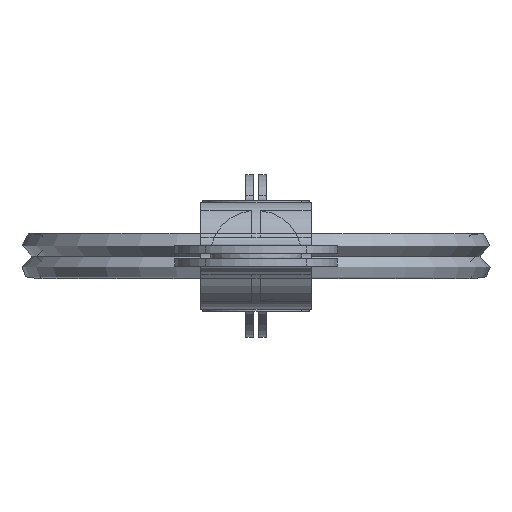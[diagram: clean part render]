
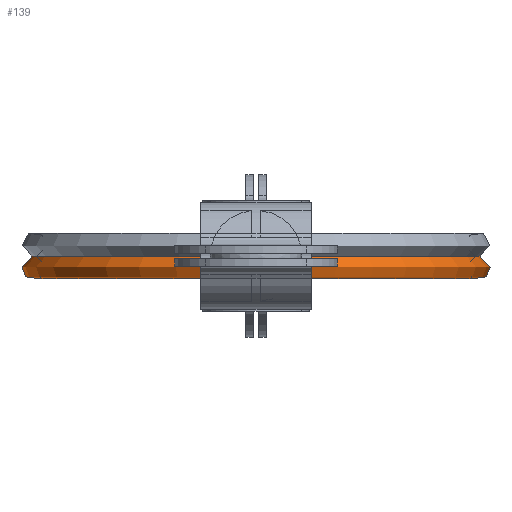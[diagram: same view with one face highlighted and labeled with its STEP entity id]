
A CAD part, left-side view. The second image highlights one B-rep face of the part: STEP entity #139.
In plain terms, the highlighted toroidal (fillet/blend) face has major radius 10.9 mm and minor radius 0.6 mm.
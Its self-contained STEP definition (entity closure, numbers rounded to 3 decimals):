
#139 = ADVANCED_FACE( '', ( #319, #320, #321, #322, #323 ), #324, .T. );
#319 = FACE_BOUND( '', #528, .T. );
#320 = FACE_OUTER_BOUND( '', #529, .T. );
#321 = FACE_BOUND( '', #530, .T. );
#322 = FACE_OUTER_BOUND( '', #531, .T. );
#323 = FACE_BOUND( '', #532, .T. );
#324 = TOROIDAL_SURFACE( '', #533, 10.9, 0.6 );
#528 = VERTEX_LOOP( '', #914 );
#529 = EDGE_LOOP( '', ( #915 ) );
#530 = EDGE_LOOP( '', ( #916, #917, #918, #919 ) );
#531 = EDGE_LOOP( '', ( #920 ) );
#532 = EDGE_LOOP( '', ( #921, #922, #923, #924 ) );
#533 = AXIS2_PLACEMENT_3D( '', #925, #926, #927 );
#914 = VERTEX_POINT( '', #1330 );
#915 = ORIENTED_EDGE( '', *, *, #1327, .T. );
#916 = ORIENTED_EDGE( '', *, *, #1277, .F. );
#917 = ORIENTED_EDGE( '', *, *, #1331, .T. );
#918 = ORIENTED_EDGE( '', *, *, #1312, .F. );
#919 = ORIENTED_EDGE( '', *, *, #1253, .T. );
#920 = ORIENTED_EDGE( '', *, *, #1325, .F. );
#921 = ORIENTED_EDGE( '', *, *, #1215, .F. );
#922 = ORIENTED_EDGE( '', *, *, #1332, .T. );
#923 = ORIENTED_EDGE( '', *, *, #1243, .F. );
#924 = ORIENTED_EDGE( '', *, *, #1284, .T. );
#925 = CARTESIAN_POINT( '', ( 1012.8, 0., -0.59 ) );
#926 = DIRECTION( '', ( 0., 0., -1. ) );
#927 = DIRECTION( '', ( -1., 0., 0. ) );
#1215 = EDGE_CURVE( '', #1462, #1465, #1466, .T. );
#1243 = EDGE_CURVE( '', #1513, #1516, #1517, .T. );
#1253 = EDGE_CURVE( '', #1534, #1535, #1536, .T. );
#1277 = EDGE_CURVE( '', #1568, #1535, #1571, .T. );
#1284 = EDGE_CURVE( '', #1513, #1465, #1581, .T. );
#1312 = EDGE_CURVE( '', #1534, #1618, #1619, .T. );
#1325 = EDGE_CURVE( '', #1637, #1637, #1638, .T. );
#1327 = EDGE_CURVE( '', #1640, #1640, #1641, .T. );
#1330 = CARTESIAN_POINT( '', ( 1001.3, 0., -0.59 ) );
#1331 = EDGE_CURVE( '', #1568, #1618, #1644, .T. );
#1332 = EDGE_CURVE( '', #1462, #1516, #1645, .T. );
#1462 = VERTEX_POINT( '', #1798 );
#1465 = VERTEX_POINT( '', #1801 );
#1466 = B_SPLINE_CURVE_WITH_KNOTS( '', 3, ( #1802, #1803, #1804, #1805, #1806, #1807 ), .UNSPECIFIED., .F., .F., ( 4, 2, 4 ), ( 0.001, 0.001, 0.002 ), .UNSPECIFIED. );
#1513 = VERTEX_POINT( '', #1893 );
#1516 = VERTEX_POINT( '', #1896 );
#1517 = B_SPLINE_CURVE_WITH_KNOTS( '', 3, ( #1897, #1898, #1899, #1900, #1901, #1902 ), .UNSPECIFIED., .F., .F., ( 4, 2, 4 ), ( 0.002, 0.002, 0.003 ), .UNSPECIFIED. );
#1534 = VERTEX_POINT( '', #1927 );
#1535 = VERTEX_POINT( '', #1928 );
#1536 = B_SPLINE_CURVE_WITH_KNOTS( '', 3, ( #1929, #1930, #1931, #1932 ), .UNSPECIFIED., .F., .F., ( 4, 4 ), ( 0., 0. ), .UNSPECIFIED. );
#1568 = VERTEX_POINT( '', #1997 );
#1571 = B_SPLINE_CURVE_WITH_KNOTS( '', 3, ( #2000, #2001, #2002, #2003, #2004, #2005 ), .UNSPECIFIED., .F., .F., ( 4, 2, 4 ), ( 0.002, 0.002, 0.003 ), .UNSPECIFIED. );
#1581 = B_SPLINE_CURVE_WITH_KNOTS( '', 3, ( #2023, #2024, #2025, #2026 ), .UNSPECIFIED., .F., .F., ( 4, 4 ), ( 0., 0. ), .UNSPECIFIED. );
#1618 = VERTEX_POINT( '', #2086 );
#1619 = B_SPLINE_CURVE_WITH_KNOTS( '', 3, ( #2087, #2088, #2089, #2090, #2091, #2092 ), .UNSPECIFIED., .F., .F., ( 4, 2, 4 ), ( 0.001, 0.001, 0.002 ), .UNSPECIFIED. );
#1637 = VERTEX_POINT( '', #2127 );
#1638 = CIRCLE( '', #2128, 10.791 );
#1640 = VERTEX_POINT( '', #2133 );
#1641 = CIRCLE( '', #2134, 11.009 );
#1644 = B_SPLINE_CURVE_WITH_KNOTS( '', 3, ( #2140, #2141, #2142, #2143 ), .UNSPECIFIED., .F., .F., ( 4, 4 ), ( 0., 0. ), .UNSPECIFIED. );
#1645 = B_SPLINE_CURVE_WITH_KNOTS( '', 3, ( #2144, #2145, #2146, #2147 ), .UNSPECIFIED., .F., .F., ( 4, 4 ), ( 0., 0. ), .UNSPECIFIED. );
#1798 = CARTESIAN_POINT( '', ( 1002.253, 0.5, -1.084 ) );
#1801 = CARTESIAN_POINT( '', ( 1002.472, 0.5, -0.374 ) );
#1802 = CARTESIAN_POINT( '', ( 1002.253, 0.5, -1.084 ) );
#1803 = CARTESIAN_POINT( '', ( 1002.362, 0.5, -1.008 ) );
#1804 = CARTESIAN_POINT( '', ( 1002.446, 0.5, -0.894 ) );
#1805 = CARTESIAN_POINT( '', ( 1002.525, 0.5, -0.64 ) );
#1806 = CARTESIAN_POINT( '', ( 1002.52, 0.5, -0.498 ) );
#1807 = CARTESIAN_POINT( '', ( 1002.472, 0.5, -0.374 ) );
#1893 = CARTESIAN_POINT( '', ( 1002.468, 0.13, -0.396 ) );
#1896 = CARTESIAN_POINT( '', ( 1002.259, 0.13, -1.072 ) );
#1897 = CARTESIAN_POINT( '', ( 1002.468, 0.13, -0.396 ) );
#1898 = CARTESIAN_POINT( '', ( 1002.509, 0.13, -0.515 ) );
#1899 = CARTESIAN_POINT( '', ( 1002.512, 0.13, -0.646 ) );
#1900 = CARTESIAN_POINT( '', ( 1002.436, 0.13, -0.889 ) );
#1901 = CARTESIAN_POINT( '', ( 1002.36, 0.13, -0.996 ) );
#1902 = CARTESIAN_POINT( '', ( 1002.259, 0.13, -1.072 ) );
#1927 = CARTESIAN_POINT( '', ( 1002.259, -0.13, -1.072 ) );
#1928 = CARTESIAN_POINT( '', ( 1002.253, -0.5, -1.084 ) );
#1929 = CARTESIAN_POINT( '', ( 1002.259, -0.13, -1.072 ) );
#1930 = CARTESIAN_POINT( '', ( 1002.258, -0.253, -1.073 ) );
#1931 = CARTESIAN_POINT( '', ( 1002.256, -0.377, -1.078 ) );
#1932 = CARTESIAN_POINT( '', ( 1002.253, -0.5, -1.084 ) );
#1997 = CARTESIAN_POINT( '', ( 1002.472, -0.5, -0.374 ) );
#2000 = CARTESIAN_POINT( '', ( 1002.472, -0.5, -0.374 ) );
#2001 = CARTESIAN_POINT( '', ( 1002.52, -0.5, -0.5 ) );
#2002 = CARTESIAN_POINT( '', ( 1002.525, -0.5, -0.638 ) );
#2003 = CARTESIAN_POINT( '', ( 1002.446, -0.5, -0.895 ) );
#2004 = CARTESIAN_POINT( '', ( 1002.364, -0.5, -1.007 ) );
#2005 = CARTESIAN_POINT( '', ( 1002.253, -0.5, -1.084 ) );
#2023 = CARTESIAN_POINT( '', ( 1002.468, 0.13, -0.396 ) );
#2024 = CARTESIAN_POINT( '', ( 1002.469, 0.254, -0.393 ) );
#2025 = CARTESIAN_POINT( '', ( 1002.47, 0.377, -0.385 ) );
#2026 = CARTESIAN_POINT( '', ( 1002.472, 0.5, -0.374 ) );
#2086 = CARTESIAN_POINT( '', ( 1002.468, -0.13, -0.396 ) );
#2087 = CARTESIAN_POINT( '', ( 1002.259, -0.13, -1.072 ) );
#2088 = CARTESIAN_POINT( '', ( 1002.36, -0.13, -0.996 ) );
#2089 = CARTESIAN_POINT( '', ( 1002.437, -0.13, -0.888 ) );
#2090 = CARTESIAN_POINT( '', ( 1002.511, -0.13, -0.648 ) );
#2091 = CARTESIAN_POINT( '', ( 1002.509, -0.13, -0.514 ) );
#2092 = CARTESIAN_POINT( '', ( 1002.468, -0.13, -0.396 ) );
#2127 = CARTESIAN_POINT( '', ( 1002.009, 0., 0. ) );
#2128 = AXIS2_PLACEMENT_3D( '', #2492, #2493, #2494 );
#2133 = CARTESIAN_POINT( '', ( 1001.791, 0., 0. ) );
#2134 = AXIS2_PLACEMENT_3D( '', #2495, #2496, #2497 );
#2140 = CARTESIAN_POINT( '', ( 1002.472, -0.5, -0.374 ) );
#2141 = CARTESIAN_POINT( '', ( 1002.47, -0.377, -0.385 ) );
#2142 = CARTESIAN_POINT( '', ( 1002.469, -0.254, -0.393 ) );
#2143 = CARTESIAN_POINT( '', ( 1002.468, -0.13, -0.396 ) );
#2144 = CARTESIAN_POINT( '', ( 1002.253, 0.5, -1.084 ) );
#2145 = CARTESIAN_POINT( '', ( 1002.256, 0.377, -1.078 ) );
#2146 = CARTESIAN_POINT( '', ( 1002.258, 0.253, -1.073 ) );
#2147 = CARTESIAN_POINT( '', ( 1002.259, 0.13, -1.072 ) );
#2492 = CARTESIAN_POINT( '', ( 1012.8, 0., 0. ) );
#2493 = DIRECTION( '', ( 0., 0., -1. ) );
#2494 = DIRECTION( '', ( -1., 0., 0. ) );
#2495 = CARTESIAN_POINT( '', ( 1012.8, 0., 0. ) );
#2496 = DIRECTION( '', ( 0., 0., -1. ) );
#2497 = DIRECTION( '', ( -1., 0., 0. ) );
